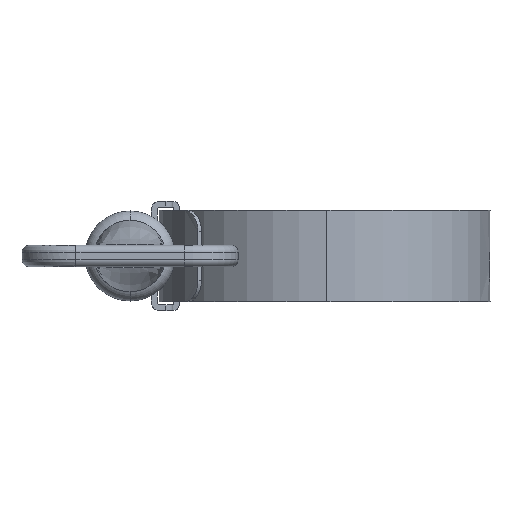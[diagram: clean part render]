
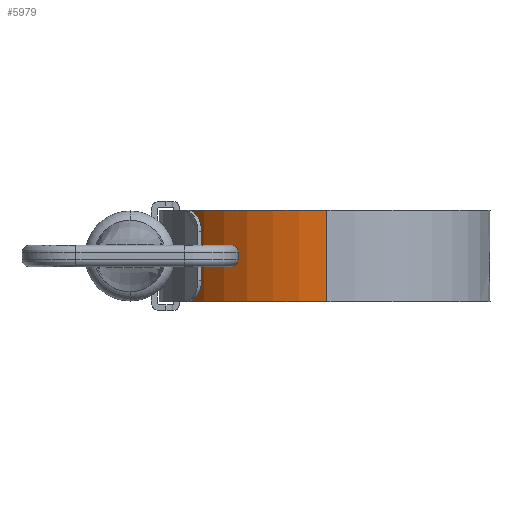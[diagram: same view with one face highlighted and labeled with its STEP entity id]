
A CAD part, left-side view. The second image highlights one B-rep face of the part: STEP entity #5979.
In plain terms, the highlighted cylindrical face has radius 22.64 mm (diameter 45.28 mm), a partial arc.
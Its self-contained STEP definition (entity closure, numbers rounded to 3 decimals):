
#136 = ORIENTED_EDGE ( 'NONE', *, *, #6965, .T. ) ;
#317 = ORIENTED_EDGE ( 'NONE', *, *, #6146, .T. ) ;
#402 = EDGE_CURVE ( 'NONE', #1489, #6179, #2957, .T. ) ;
#477 = CARTESIAN_POINT ( 'NONE',  ( 4.226, 22.243, 6.049 ) ) ;
#537 = CARTESIAN_POINT ( 'NONE',  ( 5.86, 21.869, -3.35 ) ) ;
#1066 = CARTESIAN_POINT ( 'NONE',  ( 3.868, 22.308, 6.198 ) ) ;
#1086 = DIRECTION ( 'NONE',  ( 0., 0., -1. ) ) ;
#1113 = CARTESIAN_POINT ( 'NONE',  ( 4.396, 22.21, 5.957 ) ) ;
#1230 = ORIENTED_EDGE ( 'NONE', *, *, #1889, .F. ) ;
#1261 = CARTESIAN_POINT ( 'NONE',  ( 5.474, 21.969, 4.858 ) ) ;
#1372 = CARTESIAN_POINT ( 'NONE',  ( 3.301, 22.399, -6.331 ) ) ;
#1385 = AXIS2_PLACEMENT_3D ( 'NONE', #6199, #4110, #1730 ) ;
#1482 = ORIENTED_EDGE ( 'NONE', *, *, #1965, .F. ) ;
#1489 = VERTEX_POINT ( 'NONE', #9117 ) ;
#1730 = DIRECTION ( 'NONE',  ( 1., 0., 0. ) ) ;
#1736 = CARTESIAN_POINT ( 'NONE',  ( 0., 0., -6.35 ) ) ;
#1859 = CARTESIAN_POINT ( 'NONE',  ( 3.68, 22.34, 6.255 ) ) ;
#1889 = EDGE_CURVE ( 'NONE', #5268, #6179, #9293, .T. ) ;
#1947 = CARTESIAN_POINT ( 'NONE',  ( 5.71, 21.908, 4.322 ) ) ;
#1965 = EDGE_CURVE ( 'NONE', #8506, #5268, #4406, .T. ) ;
#1998 = AXIS2_PLACEMENT_3D ( 'NONE', #1736, #8761, #7205 ) ;
#2000 = CARTESIAN_POINT ( 'NONE',  ( 5.841, 21.874, 3.745 ) ) ;
#2162 = CARTESIAN_POINT ( 'NONE',  ( 5.263, 22.02, -5.181 ) ) ;
#2506 = EDGE_LOOP ( 'NONE', ( #1230, #1482, #317, #136, #3446, #9059 ) ) ;
#2541 = CARTESIAN_POINT ( 'NONE',  ( 3.107, 22.427, 6.35 ) ) ;
#2714 = CARTESIAN_POINT ( 'NONE',  ( 0., 0., 6.35 ) ) ;
#2901 = CARTESIAN_POINT ( 'NONE',  ( 2.91, 22.452, -6.35 ) ) ;
#2957 = CIRCLE ( 'NONE', #1998, 22.64 ) ;
#3446 = ORIENTED_EDGE ( 'NONE', *, *, #8986, .T. ) ;
#3496 = CARTESIAN_POINT ( 'NONE',  ( 5.26, 22.021, 5.186 ) ) ;
#3521 = FACE_OUTER_BOUND ( 'NONE', #2506, .T. ) ;
#3554 = CARTESIAN_POINT ( 'NONE',  ( 4.721, 22.143, -5.736 ) ) ;
#3557 = DIRECTION ( 'NONE',  ( 0., 0., -1. ) ) ;
#3599 = VECTOR ( 'NONE', #1086, 1000. ) ;
#3846 = CARTESIAN_POINT ( 'NONE',  ( 3.3, 22.399, 6.331 ) ) ;
#4093 = CARTESIAN_POINT ( 'NONE',  ( 5.766, 21.894, 4.133 ) ) ;
#4110 = DIRECTION ( 'NONE',  ( 0., 0., 1. ) ) ;
#4142 = CARTESIAN_POINT ( 'NONE',  ( 5.86, 21.869, 3.35 ) ) ;
#4258 = CARTESIAN_POINT ( 'NONE',  ( 4.227, 22.243, -6.048 ) ) ;
#4307 = CARTESIAN_POINT ( 'NONE',  ( 5.711, 21.908, -4.318 ) ) ;
#4342 = B_SPLINE_CURVE_WITH_KNOTS ( 'NONE', 3,
 ( #537, #5799, #8994, #9632, #4307, #5251, #7341, #2162, #9730, #4362, #3554, #5150, #4258, #7389, #8195, #1372, #8292, #2901 ),
 .UNSPECIFIED., .F., .F.,
 ( 4, 2, 2, 2, 2, 2, 2, 2, 4 ),
 ( 0., 0.001, 0.001, 0.002, 0.002, 0.003, 0.004, 0.004, 0.005 ),
 .UNSPECIFIED. ) ;
#4343 = B_SPLINE_CURVE_WITH_KNOTS ( 'NONE', 3,
 ( #9373, #2541, #3846, #1859, #1066, #477, #1113, #5642, #6582, #8681, #3496, #1261, #8783, #1947, #4093, #2000, #4986, #4142 ),
 .UNSPECIFIED., .F., .F.,
 ( 4, 2, 2, 2, 2, 2, 2, 2, 4 ),
 ( 0., 0.001, 0.001, 0.002, 0.002, 0.003, 0.004, 0.004, 0.005 ),
 .UNSPECIFIED. ) ;
#4362 = CARTESIAN_POINT ( 'NONE',  ( 4.869, 22.111, -5.612 ) ) ;
#4406 = CIRCLE ( 'NONE', #1385, 22.64 ) ;
#4867 = CARTESIAN_POINT ( 'NONE',  ( 2.91, 22.452, 6.35 ) ) ;
#4986 = CARTESIAN_POINT ( 'NONE',  ( 5.86, 21.869, 3.548 ) ) ;
#5150 = CARTESIAN_POINT ( 'NONE',  ( 4.399, 22.209, -5.955 ) ) ;
#5251 = CARTESIAN_POINT ( 'NONE',  ( 5.565, 21.946, -4.682 ) ) ;
#5268 = VERTEX_POINT ( 'NONE', #5848 ) ;
#5349 = DIRECTION ( 'NONE',  ( 0., 0., -1. ) ) ;
#5398 = VERTEX_POINT ( 'NONE', #5539 ) ;
#5539 = CARTESIAN_POINT ( 'NONE',  ( 5.86, 21.869, -3.35 ) ) ;
#5642 = CARTESIAN_POINT ( 'NONE',  ( 4.716, 22.144, 5.74 ) ) ;
#5694 = CARTESIAN_POINT ( 'NONE',  ( -22.64, 0., -6.35 ) ) ;
#5799 = CARTESIAN_POINT ( 'NONE',  ( 5.86, 21.869, -3.548 ) ) ;
#5848 = CARTESIAN_POINT ( 'NONE',  ( -22.64, 0., 6.35 ) ) ;
#5979 = ADVANCED_FACE ( 'NONE', ( #3521 ), #8863, .T. ) ;
#6146 = EDGE_CURVE ( 'NONE', #8506, #9131, #4343, .T. ) ;
#6179 = VERTEX_POINT ( 'NONE', #5694 ) ;
#6199 = CARTESIAN_POINT ( 'NONE',  ( 0., 0., 6.35 ) ) ;
#6351 = CARTESIAN_POINT ( 'NONE',  ( -22.64, 0., 6.35 ) ) ;
#6382 = CARTESIAN_POINT ( 'NONE',  ( 5.86, 21.869, 3.35 ) ) ;
#6413 = VECTOR ( 'NONE', #3557, 1000. ) ;
#6582 = CARTESIAN_POINT ( 'NONE',  ( 4.868, 22.111, 5.613 ) ) ;
#6654 = CARTESIAN_POINT ( 'NONE',  ( 5.86, 21.869, 6.35 ) ) ;
#6965 = EDGE_CURVE ( 'NONE', #9131, #5398, #8197, .T. ) ;
#7205 = DIRECTION ( 'NONE',  ( 1., 0., 0. ) ) ;
#7341 = CARTESIAN_POINT ( 'NONE',  ( 5.475, 21.968, -4.854 ) ) ;
#7363 = AXIS2_PLACEMENT_3D ( 'NONE', #2714, #5349, #8915 ) ;
#7389 = CARTESIAN_POINT ( 'NONE',  ( 3.872, 22.307, -6.197 ) ) ;
#8195 = CARTESIAN_POINT ( 'NONE',  ( 3.685, 22.339, -6.254 ) ) ;
#8197 = LINE ( 'NONE', #6654, #6413 ) ;
#8292 = CARTESIAN_POINT ( 'NONE',  ( 3.107, 22.427, -6.35 ) ) ;
#8506 = VERTEX_POINT ( 'NONE', #4867 ) ;
#8681 = CARTESIAN_POINT ( 'NONE',  ( 5.138, 22.05, 5.337 ) ) ;
#8761 = DIRECTION ( 'NONE',  ( 0., 0., 1. ) ) ;
#8783 = CARTESIAN_POINT ( 'NONE',  ( 5.564, 21.946, 4.683 ) ) ;
#8863 = CYLINDRICAL_SURFACE ( 'NONE', #7363, 22.64 ) ;
#8915 = DIRECTION ( 'NONE',  ( -1., 0., 0. ) ) ;
#8986 = EDGE_CURVE ( 'NONE', #5398, #1489, #4342, .T. ) ;
#8994 = CARTESIAN_POINT ( 'NONE',  ( 5.841, 21.874, -3.744 ) ) ;
#9059 = ORIENTED_EDGE ( 'NONE', *, *, #402, .T. ) ;
#9117 = CARTESIAN_POINT ( 'NONE',  ( 2.91, 22.452, -6.35 ) ) ;
#9131 = VERTEX_POINT ( 'NONE', #6382 ) ;
#9293 = LINE ( 'NONE', #6351, #3599 ) ;
#9373 = CARTESIAN_POINT ( 'NONE',  ( 2.91, 22.452, 6.35 ) ) ;
#9632 = CARTESIAN_POINT ( 'NONE',  ( 5.767, 21.893, -4.127 ) ) ;
#9730 = CARTESIAN_POINT ( 'NONE',  ( 5.14, 22.049, -5.335 ) ) ;
